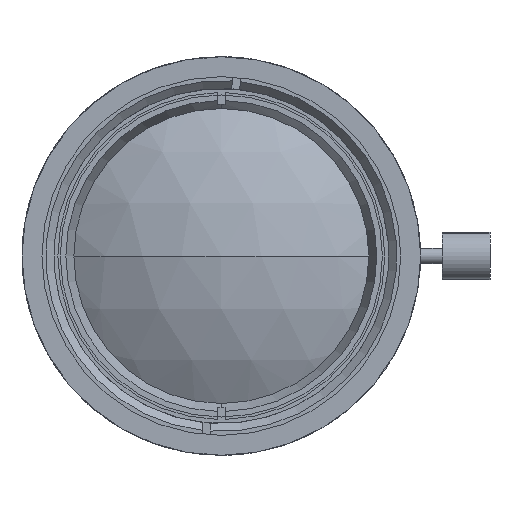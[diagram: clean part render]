
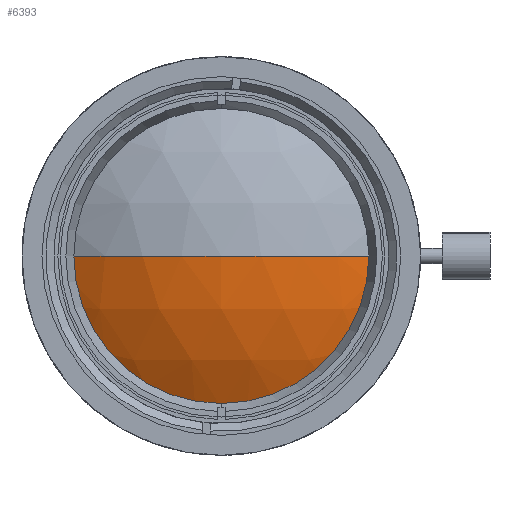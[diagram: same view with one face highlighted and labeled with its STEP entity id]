
A CAD part, left-side view. The second image highlights one B-rep face of the part: STEP entity #6393.
In plain terms, the highlighted spherical face has radius 35.724 mm.
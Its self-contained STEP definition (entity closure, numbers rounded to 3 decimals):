
#1256 = EDGE_CURVE ( 'NONE', #2186, #1909, #2860, .T. ) ;
#1505 = ORIENTED_EDGE ( 'NONE', *, *, #4216, .T. ) ;
#1560 = AXIS2_PLACEMENT_3D ( 'NONE', #5657, #7630, #1705 ) ;
#1705 = DIRECTION ( 'NONE',  ( 1., 0., 0. ) ) ;
#1869 = CARTESIAN_POINT ( 'NONE',  ( -1.957, 0., 0. ) ) ;
#1909 = VERTEX_POINT ( 'NONE', #1869 ) ;
#1946 = DIRECTION ( 'NONE',  ( -1., 0., 0. ) ) ;
#2186 = VERTEX_POINT ( 'NONE', #5936 ) ;
#2731 = EDGE_LOOP ( 'NONE', ( #6362, #1505, #4382 ) ) ;
#2860 = CIRCLE ( 'NONE', #1560, 35.724 ) ;
#3654 = AXIS2_PLACEMENT_3D ( 'NONE', #8044, #6091, #5383 ) ;
#4176 = VERTEX_POINT ( 'NONE', #7376 ) ;
#4216 = EDGE_CURVE ( 'NONE', #4176, #1909, #6159, .T. ) ;
#4382 = ORIENTED_EDGE ( 'NONE', *, *, #1256, .F. ) ;
#5383 = DIRECTION ( 'NONE',  ( 0., 1., 0. ) ) ;
#5547 = DIRECTION ( 'NONE',  ( 0., 1., 0. ) ) ;
#5657 = CARTESIAN_POINT ( 'NONE',  ( 33.767, 0., 0. ) ) ;
#5827 = CARTESIAN_POINT ( 'NONE',  ( 3.515, 0., 0. ) ) ;
#5936 = CARTESIAN_POINT ( 'NONE',  ( 3.515, 19., 0. ) ) ;
#6091 = DIRECTION ( 'NONE',  ( 0., 0., -1. ) ) ;
#6150 = CIRCLE ( 'NONE', #8259, 19. ) ;
#6159 = CIRCLE ( 'NONE', #3654, 35.724 ) ;
#6362 = ORIENTED_EDGE ( 'NONE', *, *, #8551, .T. ) ;
#6393 = ADVANCED_FACE ( 'NONE', ( #7380 ), #7468, .T. ) ;
#6840 = CARTESIAN_POINT ( 'NONE',  ( 33.767, 0., 0. ) ) ;
#7376 = CARTESIAN_POINT ( 'NONE',  ( 3.515, -19., 0. ) ) ;
#7380 = FACE_OUTER_BOUND ( 'NONE', #2731, .T. ) ;
#7468 = SPHERICAL_SURFACE ( 'NONE', #8100, 35.724 ) ;
#7630 = DIRECTION ( 'NONE',  ( 0., 0., 1. ) ) ;
#7831 = DIRECTION ( 'NONE',  ( 0., 0., 1. ) ) ;
#8044 = CARTESIAN_POINT ( 'NONE',  ( 33.767, 0., 0. ) ) ;
#8100 = AXIS2_PLACEMENT_3D ( 'NONE', #6840, #8232, #5547 ) ;
#8232 = DIRECTION ( 'NONE',  ( 0., 0., -1. ) ) ;
#8259 = AXIS2_PLACEMENT_3D ( 'NONE', #5827, #1946, #7831 ) ;
#8551 = EDGE_CURVE ( 'NONE', #2186, #4176, #6150, .T. ) ;
